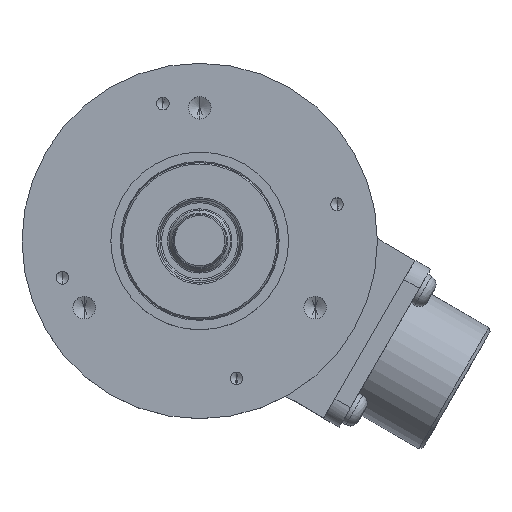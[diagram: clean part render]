
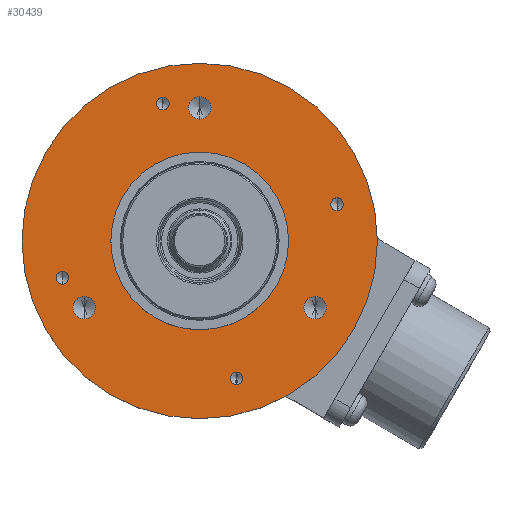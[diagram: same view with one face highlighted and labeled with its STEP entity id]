
A CAD part, top view. The second image highlights one B-rep face of the part: STEP entity #30439.
In plain terms, the highlighted planar face has unit normal (0, 0, 1).
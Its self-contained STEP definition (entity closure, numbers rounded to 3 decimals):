
#9867=CARTESIAN_POINT('',(0.,0.,22.5));
#9868=DIRECTION('',(0.,0.,1.));
#9869=DIRECTION('',(1.,0.,0.));
#9870=AXIS2_PLACEMENT_3D('',#9867,#9868,#9869);
#9881=CARTESIAN_POINT('',(0.,0.,22.5));
#9882=DIRECTION('',(0.,0.,1.));
#9883=DIRECTION('',(-1.,0.,0.));
#9884=AXIS2_PLACEMENT_3D('',#9881,#9882,#9883);
#9886=CARTESIAN_POINT('',(-24.535,-6.574,22.5));
#9887=DIRECTION('',(0.,0.,1.));
#9888=DIRECTION('',(0.,-1.,0.));
#9889=AXIS2_PLACEMENT_3D('',#9886,#9887,#9888);
#9891=CARTESIAN_POINT('',(-24.535,-6.574,22.5));
#9892=DIRECTION('',(0.,0.,1.));
#9893=DIRECTION('',(0.,1.,0.));
#9894=AXIS2_PLACEMENT_3D('',#9891,#9892,#9893);
#9896=CARTESIAN_POINT('',(-6.574,24.535,22.5));
#9897=DIRECTION('',(0.,0.,1.));
#9898=DIRECTION('',(0.,-1.,0.));
#9899=AXIS2_PLACEMENT_3D('',#9896,#9897,#9898);
#9901=CARTESIAN_POINT('',(-6.574,24.535,22.5));
#9902=DIRECTION('',(0.,0.,1.));
#9903=DIRECTION('',(0.,1.,0.));
#9904=AXIS2_PLACEMENT_3D('',#9901,#9902,#9903);
#9906=CARTESIAN_POINT('',(24.535,6.574,22.5));
#9907=DIRECTION('',(0.,0.,1.));
#9908=DIRECTION('',(0.,-1.,0.));
#9909=AXIS2_PLACEMENT_3D('',#9906,#9907,#9908);
#9911=CARTESIAN_POINT('',(24.535,6.574,22.5));
#9912=DIRECTION('',(0.,0.,1.));
#9913=DIRECTION('',(0.,1.,0.));
#9914=AXIS2_PLACEMENT_3D('',#9911,#9912,#9913);
#9916=CARTESIAN_POINT('',(6.574,-24.535,22.5));
#9917=DIRECTION('',(0.,0.,1.));
#9918=DIRECTION('',(0.,-1.,0.));
#9919=AXIS2_PLACEMENT_3D('',#9916,#9917,#9918);
#9921=CARTESIAN_POINT('',(6.574,-24.535,22.5));
#9922=DIRECTION('',(0.,0.,1.));
#9923=DIRECTION('',(0.,1.,0.));
#9924=AXIS2_PLACEMENT_3D('',#9921,#9922,#9923);
#9926=CARTESIAN_POINT('',(-20.62,-11.905,22.5));
#9927=DIRECTION('',(0.,0.,1.));
#9928=DIRECTION('',(0.,-1.,0.));
#9929=AXIS2_PLACEMENT_3D('',#9926,#9927,#9928);
#9931=CARTESIAN_POINT('',(-20.62,-11.905,22.5));
#9932=DIRECTION('',(0.,0.,1.));
#9933=DIRECTION('',(0.,1.,0.));
#9934=AXIS2_PLACEMENT_3D('',#9931,#9932,#9933);
#9936=CARTESIAN_POINT('',(0.,23.81,22.5));
#9937=DIRECTION('',(0.,0.,1.));
#9938=DIRECTION('',(0.,-1.,0.));
#9939=AXIS2_PLACEMENT_3D('',#9936,#9937,#9938);
#9941=CARTESIAN_POINT('',(0.,23.81,22.5));
#9942=DIRECTION('',(0.,0.,1.));
#9943=DIRECTION('',(0.,1.,0.));
#9944=AXIS2_PLACEMENT_3D('',#9941,#9942,#9943);
#9946=CARTESIAN_POINT('',(20.62,-11.905,22.5));
#9947=DIRECTION('',(0.,0.,1.));
#9948=DIRECTION('',(0.,-1.,0.));
#9949=AXIS2_PLACEMENT_3D('',#9946,#9947,#9948);
#9951=CARTESIAN_POINT('',(20.62,-11.905,22.5));
#9952=DIRECTION('',(0.,0.,1.));
#9953=DIRECTION('',(0.,1.,0.));
#9954=AXIS2_PLACEMENT_3D('',#9951,#9952,#9953);
#9960=CARTESIAN_POINT('',(0.,0.,22.5));
#9961=DIRECTION('',(0.,0.,1.));
#9962=DIRECTION('',(0.,1.,0.));
#9963=AXIS2_PLACEMENT_3D('',#9960,#9961,#9962);
#9979=CARTESIAN_POINT('',(0.,0.,22.5));
#9980=DIRECTION('',(0.,0.,-1.));
#9981=DIRECTION('',(0.,1.,0.));
#9982=AXIS2_PLACEMENT_3D('',#9979,#9980,#9981);
#16954=CARTESIAN_POINT('',(0.,15.875,22.5));
#16955=CARTESIAN_POINT('',(0.,-15.875,22.5));
#16956=VERTEX_POINT('',#16954);
#16957=VERTEX_POINT('',#16955);
#16966=CARTESIAN_POINT('',(31.75,0.,22.5));
#16967=CARTESIAN_POINT('',(-31.75,0.,22.5));
#16968=VERTEX_POINT('',#16966);
#16969=VERTEX_POINT('',#16967);
#16976=CARTESIAN_POINT('',(-24.535,-7.704,22.5));
#16977=CARTESIAN_POINT('',(-24.535,-5.444,22.5));
#16978=VERTEX_POINT('',#16976);
#16979=VERTEX_POINT('',#16977);
#16986=CARTESIAN_POINT('',(-6.574,23.404,22.5));
#16987=CARTESIAN_POINT('',(-6.574,25.665,22.5));
#16988=VERTEX_POINT('',#16986);
#16989=VERTEX_POINT('',#16987);
#16996=CARTESIAN_POINT('',(24.535,5.444,22.5));
#16997=CARTESIAN_POINT('',(24.535,7.704,22.5));
#16998=VERTEX_POINT('',#16996);
#16999=VERTEX_POINT('',#16997);
#17006=CARTESIAN_POINT('',(6.574,-25.665,22.5));
#17007=CARTESIAN_POINT('',(6.574,-23.404,22.5));
#17008=VERTEX_POINT('',#17006);
#17009=VERTEX_POINT('',#17007);
#17016=CARTESIAN_POINT('',(-20.62,-13.924,22.5));
#17017=CARTESIAN_POINT('',(-20.62,-9.886,22.5));
#17018=VERTEX_POINT('',#17016);
#17019=VERTEX_POINT('',#17017);
#17026=CARTESIAN_POINT('',(0.,21.791,22.5));
#17027=CARTESIAN_POINT('',(0.,25.829,22.5));
#17028=VERTEX_POINT('',#17026);
#17029=VERTEX_POINT('',#17027);
#17036=CARTESIAN_POINT('',(20.62,-13.924,22.5));
#17037=CARTESIAN_POINT('',(20.62,-9.886,22.5));
#17038=VERTEX_POINT('',#17036);
#17039=VERTEX_POINT('',#17037);
#30382=CARTESIAN_POINT('',(0.,0.,22.5));
#30383=DIRECTION('',(0.,0.,-1.));
#30384=DIRECTION('',(0.,1.,0.));
#30385=AXIS2_PLACEMENT_3D('',#30382,#30383,#30384);
#30386=PLANE('',#30385);
#30387=ORIENTED_EDGE('',*,*,#30362,.F.);
#30388=ORIENTED_EDGE('',*,*,#30376,.F.);
#30389=EDGE_LOOP('',(#30387,#30388));
#30390=FACE_OUTER_BOUND('',#30389,.F.);
#30392=ORIENTED_EDGE('',*,*,#30391,.T.);
#30394=ORIENTED_EDGE('',*,*,#30393,.F.);
#30395=EDGE_LOOP('',(#30392,#30394));
#30396=FACE_BOUND('',#30395,.F.);
#30398=ORIENTED_EDGE('',*,*,#30397,.T.);
#30400=ORIENTED_EDGE('',*,*,#30399,.T.);
#30401=EDGE_LOOP('',(#30398,#30400));
#30402=FACE_BOUND('',#30401,.F.);
#30404=ORIENTED_EDGE('',*,*,#30403,.T.);
#30406=ORIENTED_EDGE('',*,*,#30405,.T.);
#30407=EDGE_LOOP('',(#30404,#30406));
#30408=FACE_BOUND('',#30407,.F.);
#30410=ORIENTED_EDGE('',*,*,#30409,.T.);
#30412=ORIENTED_EDGE('',*,*,#30411,.T.);
#30413=EDGE_LOOP('',(#30410,#30412));
#30414=FACE_BOUND('',#30413,.F.);
#30416=ORIENTED_EDGE('',*,*,#30415,.T.);
#30418=ORIENTED_EDGE('',*,*,#30417,.T.);
#30419=EDGE_LOOP('',(#30416,#30418));
#30420=FACE_BOUND('',#30419,.F.);
#30422=ORIENTED_EDGE('',*,*,#30421,.T.);
#30424=ORIENTED_EDGE('',*,*,#30423,.T.);
#30425=EDGE_LOOP('',(#30422,#30424));
#30426=FACE_BOUND('',#30425,.F.);
#30428=ORIENTED_EDGE('',*,*,#30427,.T.);
#30430=ORIENTED_EDGE('',*,*,#30429,.T.);
#30431=EDGE_LOOP('',(#30428,#30430));
#30432=FACE_BOUND('',#30431,.F.);
#30434=ORIENTED_EDGE('',*,*,#30433,.T.);
#30436=ORIENTED_EDGE('',*,*,#30435,.T.);
#30437=EDGE_LOOP('',(#30434,#30436));
#30438=FACE_BOUND('',#30437,.F.);
#9871=CIRCLE('',#9870,31.75);
#9885=CIRCLE('',#9884,31.75);
#9890=CIRCLE('',#9889,1.13);
#9895=CIRCLE('',#9894,1.13);
#9900=CIRCLE('',#9899,1.13);
#9905=CIRCLE('',#9904,1.13);
#9910=CIRCLE('',#9909,1.13);
#9915=CIRCLE('',#9914,1.13);
#9920=CIRCLE('',#9919,1.13);
#9925=CIRCLE('',#9924,1.13);
#9930=CIRCLE('',#9929,2.019);
#9935=CIRCLE('',#9934,2.019);
#9940=CIRCLE('',#9939,2.019);
#9945=CIRCLE('',#9944,2.019);
#9950=CIRCLE('',#9949,2.019);
#9955=CIRCLE('',#9954,2.019);
#9964=CIRCLE('',#9963,15.875);
#9983=CIRCLE('',#9982,15.875);
#30362=EDGE_CURVE('',#16968,#16969,#9871,.T.);
#30376=EDGE_CURVE('',#16969,#16968,#9885,.T.);
#30391=EDGE_CURVE('',#16956,#16957,#9964,.T.);
#30393=EDGE_CURVE('',#16956,#16957,#9983,.T.);
#30397=EDGE_CURVE('',#16978,#16979,#9890,.T.);
#30399=EDGE_CURVE('',#16979,#16978,#9895,.T.);
#30403=EDGE_CURVE('',#16988,#16989,#9900,.T.);
#30405=EDGE_CURVE('',#16989,#16988,#9905,.T.);
#30409=EDGE_CURVE('',#16998,#16999,#9910,.T.);
#30411=EDGE_CURVE('',#16999,#16998,#9915,.T.);
#30415=EDGE_CURVE('',#17008,#17009,#9920,.T.);
#30417=EDGE_CURVE('',#17009,#17008,#9925,.T.);
#30421=EDGE_CURVE('',#17018,#17019,#9930,.T.);
#30423=EDGE_CURVE('',#17019,#17018,#9935,.T.);
#30427=EDGE_CURVE('',#17028,#17029,#9940,.T.);
#30429=EDGE_CURVE('',#17029,#17028,#9945,.T.);
#30433=EDGE_CURVE('',#17038,#17039,#9950,.T.);
#30435=EDGE_CURVE('',#17039,#17038,#9955,.T.);
#30439=ADVANCED_FACE('',(#30390,#30396,#30402,#30408,#30414,#30420,#30426,
#30432,#30438),#30386,.F.);
